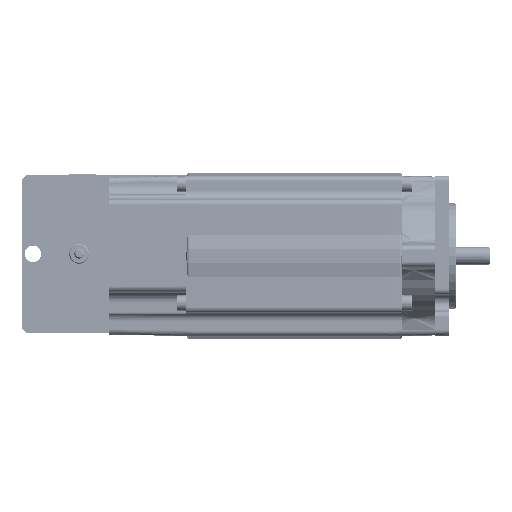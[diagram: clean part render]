
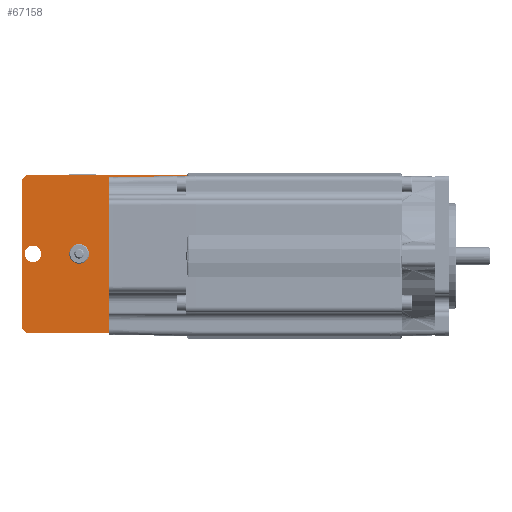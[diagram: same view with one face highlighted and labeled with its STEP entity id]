
A CAD part, left-side view. The second image highlights one B-rep face of the part: STEP entity #67158.
In plain terms, the highlighted planar face has unit normal (-1, 0, 0).
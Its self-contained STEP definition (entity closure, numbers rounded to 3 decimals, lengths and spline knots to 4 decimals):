
#2527=PLANE('',#71907);
#6540=LINE('',#127837,#12429);
#6541=LINE('',#127839,#12430);
#6542=LINE('',#127841,#12431);
#6543=LINE('',#127843,#12432);
#6544=LINE('',#127845,#12433);
#6545=LINE('',#127847,#12434);
#6546=LINE('',#127849,#12435);
#6547=LINE('',#127850,#12436);
#12429=VECTOR('',#83430,39.3701);
#12430=VECTOR('',#83431,39.3701);
#12431=VECTOR('',#83432,39.3701);
#12432=VECTOR('',#83433,39.3701);
#12433=VECTOR('',#83434,39.3701);
#12434=VECTOR('',#83435,39.3701);
#12435=VECTOR('',#83436,39.3701);
#12436=VECTOR('',#83437,39.3701);
#16925=FACE_BOUND('',#23318,.T.);
#16926=FACE_BOUND('',#23319,.T.);
#16927=FACE_BOUND('',#23320,.T.);
#16928=FACE_BOUND('',#23321,.T.);
#16929=FACE_BOUND('',#23322,.T.);
#16930=FACE_BOUND('',#23323,.T.);
#19098=FACE_OUTER_BOUND('',#23317,.T.);
#23317=EDGE_LOOP('',(#51593,#51594,#51595,#51596,#51597,#51598,#51599,#51600));
#23318=EDGE_LOOP('',(#51601));
#23319=EDGE_LOOP('',(#51602));
#23320=EDGE_LOOP('',(#51603));
#23321=EDGE_LOOP('',(#51604));
#23322=EDGE_LOOP('',(#51605));
#23323=EDGE_LOOP('',(#51606));
#26782=CIRCLE('',#71890,0.4429);
#26785=CIRCLE('',#71894,0.0685);
#26787=CIRCLE('',#71897,0.0938);
#26789=CIRCLE('',#71900,0.075);
#26791=CIRCLE('',#71903,0.075);
#26792=CIRCLE('',#71905,0.1172);
#30975=VERTEX_POINT('',#127805);
#30978=VERTEX_POINT('',#127812);
#30980=VERTEX_POINT('',#127817);
#30982=VERTEX_POINT('',#127822);
#30984=VERTEX_POINT('',#127827);
#30985=VERTEX_POINT('',#127830);
#30987=VERTEX_POINT('',#127835);
#30988=VERTEX_POINT('',#127836);
#30989=VERTEX_POINT('',#127838);
#30990=VERTEX_POINT('',#127840);
#30991=VERTEX_POINT('',#127842);
#30992=VERTEX_POINT('',#127844);
#30993=VERTEX_POINT('',#127846);
#30994=VERTEX_POINT('',#127848);
#38473=EDGE_CURVE('',#30975,#30975,#26782,.T.);
#38476=EDGE_CURVE('',#30978,#30978,#26785,.T.);
#38478=EDGE_CURVE('',#30980,#30980,#26787,.T.);
#38480=EDGE_CURVE('',#30982,#30982,#26789,.T.);
#38482=EDGE_CURVE('',#30984,#30984,#26791,.T.);
#38483=EDGE_CURVE('',#30985,#30985,#26792,.T.);
#38485=EDGE_CURVE('',#30987,#30988,#6540,.T.);
#38486=EDGE_CURVE('',#30989,#30987,#6541,.T.);
#38487=EDGE_CURVE('',#30990,#30989,#6542,.T.);
#38488=EDGE_CURVE('',#30991,#30990,#6543,.T.);
#38489=EDGE_CURVE('',#30992,#30991,#6544,.T.);
#38490=EDGE_CURVE('',#30993,#30992,#6545,.T.);
#38491=EDGE_CURVE('',#30994,#30993,#6546,.T.);
#38492=EDGE_CURVE('',#30988,#30994,#6547,.T.);
#51593=ORIENTED_EDGE('',*,*,#38485,.F.);
#51594=ORIENTED_EDGE('',*,*,#38486,.F.);
#51595=ORIENTED_EDGE('',*,*,#38487,.F.);
#51596=ORIENTED_EDGE('',*,*,#38488,.F.);
#51597=ORIENTED_EDGE('',*,*,#38489,.F.);
#51598=ORIENTED_EDGE('',*,*,#38490,.F.);
#51599=ORIENTED_EDGE('',*,*,#38491,.F.);
#51600=ORIENTED_EDGE('',*,*,#38492,.F.);
#51601=ORIENTED_EDGE('',*,*,#38473,.T.);
#51602=ORIENTED_EDGE('',*,*,#38476,.F.);
#51603=ORIENTED_EDGE('',*,*,#38478,.F.);
#51604=ORIENTED_EDGE('',*,*,#38480,.F.);
#51605=ORIENTED_EDGE('',*,*,#38482,.F.);
#51606=ORIENTED_EDGE('',*,*,#38483,.F.);
#67158=ADVANCED_FACE('',(#19098,#16925,#16926,#16927,#16928,#16929,#16930),
#2527,.F.);
#71890=AXIS2_PLACEMENT_3D('',#127806,#83394,#83395);
#71894=AXIS2_PLACEMENT_3D('',#127813,#83402,#83403);
#71897=AXIS2_PLACEMENT_3D('',#127818,#83408,#83409);
#71900=AXIS2_PLACEMENT_3D('',#127823,#83414,#83415);
#71903=AXIS2_PLACEMENT_3D('',#127828,#83420,#83421);
#71905=AXIS2_PLACEMENT_3D('',#127831,#83424,#83425);
#71907=AXIS2_PLACEMENT_3D('',#127834,#83428,#83429);
#83394=DIRECTION('center_axis',(1.,0.,0.));
#83395=DIRECTION('ref_axis',(0.,0.,
-1.));
#83402=DIRECTION('center_axis',(-1.,0.,0.));
#83403=DIRECTION('ref_axis',(0.,0.,
1.));
#83408=DIRECTION('center_axis',(-1.,0.,0.));
#83409=DIRECTION('ref_axis',(0.,0.,
1.));
#83414=DIRECTION('center_axis',(-1.,0.,0.));
#83415=DIRECTION('ref_axis',(0.,0.,
1.));
#83420=DIRECTION('center_axis',(-1.,0.,0.));
#83421=DIRECTION('ref_axis',(0.,0.,
1.));
#83424=DIRECTION('center_axis',(-1.,0.,0.));
#83425=DIRECTION('ref_axis',(0.,0.,
-1.));
#83428=DIRECTION('center_axis',(1.,0.,0.));
#83429=DIRECTION('ref_axis',(0.,0.,
-1.));
#83430=DIRECTION('',(0.,0.,-1.));
#83431=DIRECTION('',(0.,-0.707,-0.707));
#83432=DIRECTION('',(0.,-1.,0.));
#83433=DIRECTION('',(0.,-0.707,0.707));
#83434=DIRECTION('',(0.,0.,1.));
#83435=DIRECTION('',(0.,0.707,0.707));
#83436=DIRECTION('',(0.,1.,0.));
#83437=DIRECTION('',(0.,0.707,-0.707));
#127805=CARTESIAN_POINT('',(4.7602,4.2992,-0.4429));
#127806=CARTESIAN_POINT('Origin',(4.7602,4.2992,0.));
#127812=CARTESIAN_POINT('',(4.7602,4.5805,0.7747));
#127813=CARTESIAN_POINT('Origin',(4.7602,4.5805,0.7062));
#127817=CARTESIAN_POINT('',(4.7602,5.268,0.125));
#127818=CARTESIAN_POINT('Origin',(4.7602,5.268,0.0312));
#127822=CARTESIAN_POINT('',(4.7602,3.643,-0.7688));
#127823=CARTESIAN_POINT('Origin',(4.7602,3.643,-0.8438));
#127827=CARTESIAN_POINT('',(4.7602,3.643,0.9812));
#127828=CARTESIAN_POINT('Origin',(4.7602,3.643,0.9062));
#127830=CARTESIAN_POINT('',(4.7602,5.9242,-0.0859));
#127831=CARTESIAN_POINT('Origin',(4.7602,5.9242,0.0312));
#127834=CARTESIAN_POINT('Origin',(4.7602,4.768,0.0312));
#127835=CARTESIAN_POINT('',(4.7602,3.4555,1.0937));
#127836=CARTESIAN_POINT('',(4.7602,3.4555,-1.0313));
#127837=CARTESIAN_POINT('',(4.7602,3.4555,0.0312));
#127838=CARTESIAN_POINT('',(4.7602,3.518,1.1562));
#127839=CARTESIAN_POINT('',(4.7602,3.518,1.1562));
#127840=CARTESIAN_POINT('',(4.7602,6.018,1.1562));
#127841=CARTESIAN_POINT('',(4.7602,4.768,1.1562));
#127842=CARTESIAN_POINT('',(4.7602,6.0805,1.0937));
#127843=CARTESIAN_POINT('',(4.7602,6.0805,1.0937));
#127844=CARTESIAN_POINT('',(4.7602,6.0805,-1.0313));
#127845=CARTESIAN_POINT('',(4.7602,6.0805,0.0312));
#127846=CARTESIAN_POINT('',(4.7602,6.018,-1.0938));
#127847=CARTESIAN_POINT('',(4.7602,6.018,-1.0938));
#127848=CARTESIAN_POINT('',(4.7602,3.518,-1.0938));
#127849=CARTESIAN_POINT('',(4.7602,4.768,-1.0938));
#127850=CARTESIAN_POINT('',(4.7602,3.4555,-1.0313));
